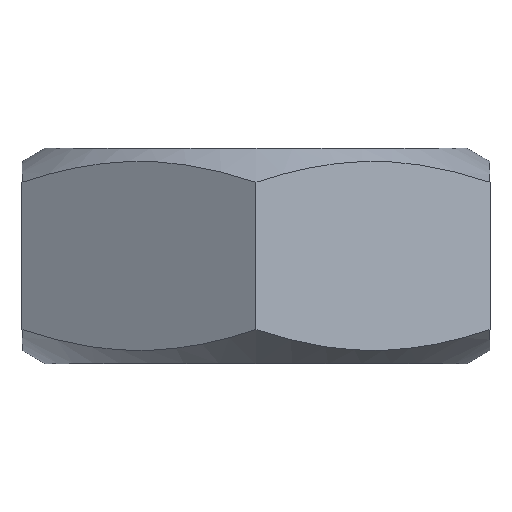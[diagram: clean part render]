
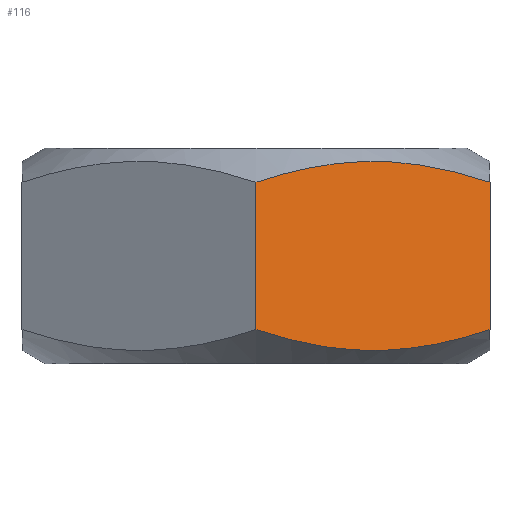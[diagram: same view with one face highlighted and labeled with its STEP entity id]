
A CAD part, front view. The second image highlights one B-rep face of the part: STEP entity #116.
In plain terms, the highlighted planar face has unit normal (0.5, -0.866, 0).
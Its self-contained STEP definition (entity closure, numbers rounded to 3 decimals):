
#116=ADVANCED_FACE('',(#1235),#1237,.T.);
#1235=FACE_BOUND('',#1236,.T.);
#1236=EDGE_LOOP('',(#1346,#1347,#1348,#1349));
#1237=PLANE('',#1238);
#1238=AXIS2_PLACEMENT_3D('',#1239,#1240,#1241);
#1239=CARTESIAN_POINT('',(0.,-7.506,0.));
#1240=DIRECTION('',(0.5,-0.866,0.));
#1241=DIRECTION('',(0.866,0.5,0.));
#1346=ORIENTED_EDGE('',*,*,#1405,.T.);
#1347=ORIENTED_EDGE('',*,*,#1412,.T.);
#1348=ORIENTED_EDGE('',*,*,#1413,.T.);
#1349=ORIENTED_EDGE('',*,*,#1414,.F.);
#1405=EDGE_CURVE('',#1460,#1457,#1461,.T.);
#1412=EDGE_CURVE('',#1457,#1472,#1473,.T.);
#1413=EDGE_CURVE('',#1472,#1474,#1475,.T.);
#1414=EDGE_CURVE('',#1460,#1474,#1476,.T.);
#1457=VERTEX_POINT('',#2049);
#1460=VERTEX_POINT('',#2104);
#1461=B_SPLINE_CURVE_WITH_KNOTS('',3,
(#2105,#2106,#2107,#2108,#2109,#2110,#2111,#2112,#2113,#2114,#2115,#2116,#2117,#2118,
#2119,#2120,#2121,#2122,#2123,#2124,#2125,#2126,#2127,#2128,#2129,#2130,#2131,#2132,
#2133,#2134,#2135,#2136,#2137,#2138,#2139,#2140,#2141,#2142,#2143,#2144,#2145,#2146,
#2147),
.UNSPECIFIED.,.F.,.F.,
(4,1,1,1,1,1,1,1,1,1,1,1,1,1,1,1,1,1,1,1,1,1,1,1,1,1,1,1,1,1,1,1,1,1,1,1,1,1,1,1,
4),
(0.,0.019,0.037,0.056,0.075,
0.094,0.114,0.133,0.153,0.173,
0.194,0.215,0.237,0.259,0.29,
0.323,0.356,0.382,0.409,0.436,
0.464,0.492,0.5,0.521,0.55,
0.579,0.608,0.636,0.665,0.694,
0.722,0.75,0.778,0.806,0.834,
0.862,0.89,0.917,0.945,0.972,
1.),
.UNSPECIFIED.);
#1472=VERTEX_POINT('',#2342);
#1473=LINE('',#2343,#2344);
#1474=VERTEX_POINT('',#2346);
#1475=B_SPLINE_CURVE_WITH_KNOTS('',3,
(#2347,#2348,#2349,#2350,#2351,#2352,#2353,#2354,#2355,#2356,#2357,#2358,#2359,#2360,
#2361,#2362,#2363,#2364,#2365,#2366,#2367,#2368,#2369,#2370,#2371,#2372,#2373,#2374,
#2375,#2376,#2377,#2378,#2379,#2380,#2381,#2382,#2383,#2384,#2385,#2386,#2387,#2388,
#2389),
.UNSPECIFIED.,.F.,.F.,
(4,1,1,1,1,1,1,1,1,1,1,1,1,1,1,1,1,1,1,1,1,1,1,1,1,1,1,1,1,1,1,1,1,1,1,1,1,1,1,1,
4),
(0.,0.019,0.037,0.056,0.075,
0.094,0.114,0.133,0.153,0.173,
0.194,0.215,0.237,0.259,0.29,
0.323,0.356,0.382,0.409,0.436,
0.464,0.492,0.5,0.521,0.55,
0.579,0.608,0.636,0.665,0.694,
0.722,0.75,0.778,0.806,0.834,
0.862,0.89,0.917,0.945,0.972,
1.),
.UNSPECIFIED.);
#1476=LINE('',#2390,#2391);
#2049=CARTESIAN_POINT('',(6.5,-3.753,0.956));
#2104=CARTESIAN_POINT('',(0.,-7.506,0.956));
#2105=CARTESIAN_POINT('',(0.,-7.506,0.956));
#2106=CARTESIAN_POINT('',(0.039,-7.483,0.943));
#2107=CARTESIAN_POINT('',(0.119,-7.437,0.917));
#2108=CARTESIAN_POINT('',(0.238,-7.368,0.878));
#2109=CARTESIAN_POINT('',(0.358,-7.299,0.841));
#2110=CARTESIAN_POINT('',(0.48,-7.229,0.805));
#2111=CARTESIAN_POINT('',(0.603,-7.158,0.769));
#2112=CARTESIAN_POINT('',(0.727,-7.086,0.735));
#2113=CARTESIAN_POINT('',(0.853,-7.013,0.701));
#2114=CARTESIAN_POINT('',(0.98,-6.94,0.669));
#2115=CARTESIAN_POINT('',(1.11,-6.865,0.637));
#2116=CARTESIAN_POINT('',(1.243,-6.788,0.606));
#2117=CARTESIAN_POINT('',(1.38,-6.709,0.577));
#2118=CARTESIAN_POINT('',(1.52,-6.628,0.548));
#2119=CARTESIAN_POINT('',(1.684,-6.533,0.517));
#2120=CARTESIAN_POINT('',(1.872,-6.425,0.485));
#2121=CARTESIAN_POINT('',(2.084,-6.302,0.454));
#2122=CARTESIAN_POINT('',(2.285,-6.186,0.429));
#2123=CARTESIAN_POINT('',(2.474,-6.077,0.41));
#2124=CARTESIAN_POINT('',(2.65,-5.976,0.396));
#2125=CARTESIAN_POINT('',(2.83,-5.872,0.385));
#2126=CARTESIAN_POINT('',(3.013,-5.766,0.378));
#2127=CARTESIAN_POINT('',(3.154,-5.685,0.376));
#2128=CARTESIAN_POINT('',(3.279,-5.613,0.375));
#2129=CARTESIAN_POINT('',(3.405,-5.54,0.376));
#2130=CARTESIAN_POINT('',(3.578,-5.44,0.381));
#2131=CARTESIAN_POINT('',(3.769,-5.33,0.39));
#2132=CARTESIAN_POINT('',(3.959,-5.22,0.404));
#2133=CARTESIAN_POINT('',(4.148,-5.111,0.422));
#2134=CARTESIAN_POINT('',(4.336,-5.002,0.444));
#2135=CARTESIAN_POINT('',(4.523,-4.894,0.469));
#2136=CARTESIAN_POINT('',(4.709,-4.787,0.499));
#2137=CARTESIAN_POINT('',(4.894,-4.68,0.531));
#2138=CARTESIAN_POINT('',(5.077,-4.574,0.567));
#2139=CARTESIAN_POINT('',(5.259,-4.469,0.607));
#2140=CARTESIAN_POINT('',(5.44,-4.365,0.649));
#2141=CARTESIAN_POINT('',(5.619,-4.261,0.694));
#2142=CARTESIAN_POINT('',(5.797,-4.159,0.741));
#2143=CARTESIAN_POINT('',(5.974,-4.056,0.791));
#2144=CARTESIAN_POINT('',(6.15,-3.955,0.844));
#2145=CARTESIAN_POINT('',(6.326,-3.853,0.898));
#2146=CARTESIAN_POINT('',(6.442,-3.786,0.936));
#2147=CARTESIAN_POINT('',(6.5,-3.753,0.956));
#2342=CARTESIAN_POINT('',(6.5,-3.753,5.047));
#2343=CARTESIAN_POINT('',(6.5,-3.753,0.956));
#2344=VECTOR('',#2345,1.);
#2345=DIRECTION('',(0.,0.,1.));
#2346=CARTESIAN_POINT('',(0.,-7.506,5.047));
#2347=CARTESIAN_POINT('',(6.5,-3.753,5.047));
#2348=CARTESIAN_POINT('',(6.461,-3.776,5.061));
#2349=CARTESIAN_POINT('',(6.381,-3.821,5.087));
#2350=CARTESIAN_POINT('',(6.262,-3.89,5.125));
#2351=CARTESIAN_POINT('',(6.142,-3.96,5.162));
#2352=CARTESIAN_POINT('',(6.02,-4.03,5.198));
#2353=CARTESIAN_POINT('',(5.897,-4.101,5.234));
#2354=CARTESIAN_POINT('',(5.773,-4.172,5.268));
#2355=CARTESIAN_POINT('',(5.647,-4.245,5.302));
#2356=CARTESIAN_POINT('',(5.52,-4.319,5.335));
#2357=CARTESIAN_POINT('',(5.39,-4.394,5.366));
#2358=CARTESIAN_POINT('',(5.257,-4.47,5.397));
#2359=CARTESIAN_POINT('',(5.12,-4.549,5.427));
#2360=CARTESIAN_POINT('',(4.98,-4.631,5.455));
#2361=CARTESIAN_POINT('',(4.816,-4.725,5.486));
#2362=CARTESIAN_POINT('',(4.628,-4.833,5.518));
#2363=CARTESIAN_POINT('',(4.416,-4.956,5.549));
#2364=CARTESIAN_POINT('',(4.215,-5.072,5.574));
#2365=CARTESIAN_POINT('',(4.026,-5.181,5.593));
#2366=CARTESIAN_POINT('',(3.85,-5.283,5.607));
#2367=CARTESIAN_POINT('',(3.67,-5.386,5.618));
#2368=CARTESIAN_POINT('',(3.487,-5.493,5.625));
#2369=CARTESIAN_POINT('',(3.346,-5.574,5.628));
#2370=CARTESIAN_POINT('',(3.221,-5.646,5.628));
#2371=CARTESIAN_POINT('',(3.095,-5.719,5.627));
#2372=CARTESIAN_POINT('',(2.922,-5.819,5.622));
#2373=CARTESIAN_POINT('',(2.731,-5.929,5.613));
#2374=CARTESIAN_POINT('',(2.541,-6.038,5.599));
#2375=CARTESIAN_POINT('',(2.352,-6.148,5.581));
#2376=CARTESIAN_POINT('',(2.164,-6.256,5.559));
#2377=CARTESIAN_POINT('',(1.977,-6.364,5.534));
#2378=CARTESIAN_POINT('',(1.791,-6.472,5.504));
#2379=CARTESIAN_POINT('',(1.606,-6.578,5.472));
#2380=CARTESIAN_POINT('',(1.423,-6.684,5.436));
#2381=CARTESIAN_POINT('',(1.241,-6.789,5.397));
#2382=CARTESIAN_POINT('',(1.06,-6.893,5.355));
#2383=CARTESIAN_POINT('',(0.881,-6.997,5.31));
#2384=CARTESIAN_POINT('',(0.703,-7.1,5.262));
#2385=CARTESIAN_POINT('',(0.526,-7.202,5.212));
#2386=CARTESIAN_POINT('',(0.35,-7.304,5.16));
#2387=CARTESIAN_POINT('',(0.174,-7.405,5.105));
#2388=CARTESIAN_POINT('',(0.058,-7.472,5.067));
#2389=CARTESIAN_POINT('',(0.,-7.506,5.047));
#2390=CARTESIAN_POINT('',(0.,-7.506,0.956));
#2391=VECTOR('',#2392,1.);
#2392=DIRECTION('',(0.,0.,1.));
